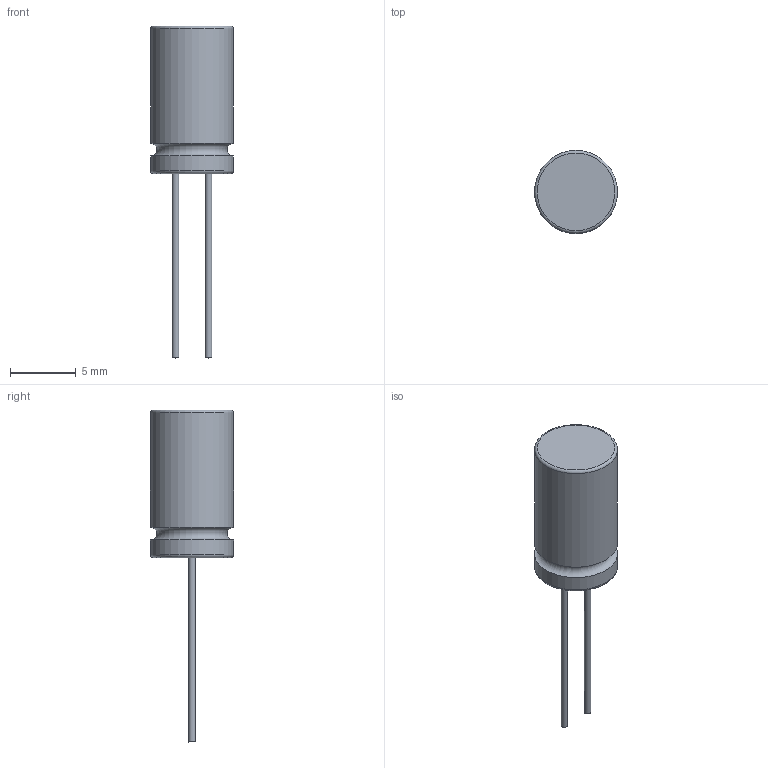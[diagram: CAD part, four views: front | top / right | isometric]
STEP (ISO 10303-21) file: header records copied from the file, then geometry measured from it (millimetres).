
FILE_DESCRIPTION( ( '' ), ' ' );
FILE_NAME( '5a689367aaf280112edd6a45.step', '2018-01-24T14:08:40', ( '' ), ( '' ), ' ', ' ', ' ' );
FILE_SCHEMA( ( 'AUTOMOTIVE_DESIGN { 1 0 10303 214 1 1 1 1 }' ) );
Length unit declared in the file: metre
Products named in the file (1): Open CASCADE STEP translator 6.8 1
Bounding box: 6.3 x 6.3 x 25.2 mm (x, y, z)
Volume: 347.5 mm3; surface area: 332.6 mm2
Topology: 1 solids, 1 shells, 11 faces, 21 edges, 14 vertices
Faces by surface type: cylinder 4, plane 4, torus 3
Full cylindrical faces by diameter (mm): 0.5 x2, 6.3 x2
Entity records: 368 total; most frequent: DIRECTION 44, CARTESIAN_POINT 32, AXIS2_PLACEMENT_3D 22, STYLED_ITEM 21, PRESENTATION_STYLE_ASSIGNMENT 21, COLOUR_RGB 21, EDGE_LOOP 20, ORIENTED_EDGE 20
